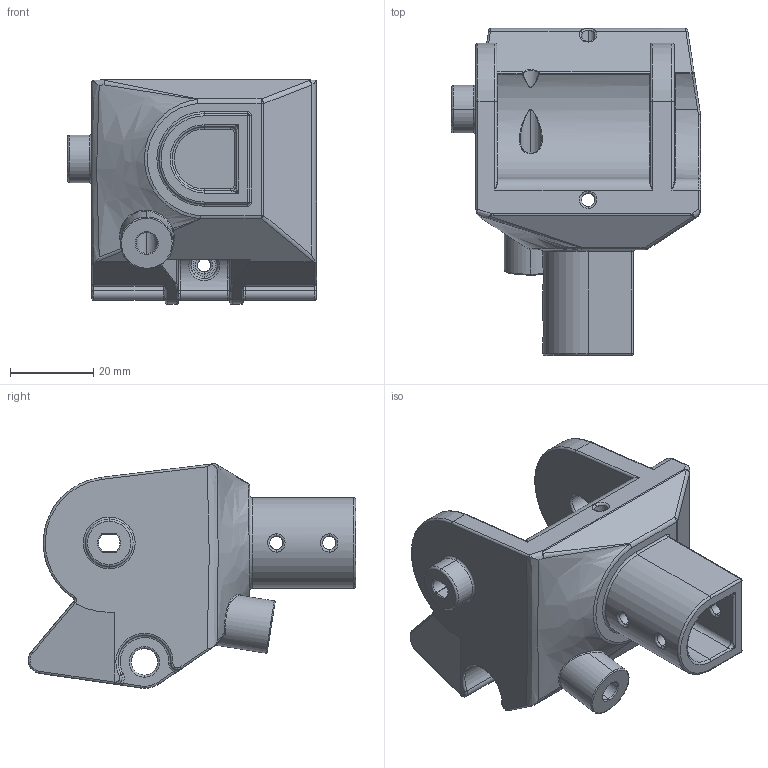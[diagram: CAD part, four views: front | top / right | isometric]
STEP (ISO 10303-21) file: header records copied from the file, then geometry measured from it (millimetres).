
FILE_DESCRIPTION (( 'STEP AP214' ), '1' );
FILE_NAME ('AARL_QR_FR_LE_PL_BL_004v4.STEP', '2023-07-26T19:03:20', ( '' ), ( '' ), 'SwSTEP 2.0', 'SolidWorks 2022', '' );
FILE_SCHEMA (( 'AUTOMOTIVE_DESIGN' ));
Length unit declared in the file: inch
Products named in the file (1): AARL_QR_FR_LE_PL_BL_004v4
Bounding box: 59.82 x 78.61 x 53.95 mm (x, y, z)
Volume: 73295.6 mm3; surface area: 21331.7 mm2
Topology: 1 solids, 1 shells, 383 faces, 941 edges, 543 vertices
Faces by surface type: cylinder 147, torus 116, bspline 68, plane 46, sphere 6
Entity records: 15573 total; most frequent: CARTESIAN_POINT 7056, ORIENTED_EDGE 1840, DIRECTION 1782, EDGE_CURVE 920, AXIS2_PLACEMENT_3D 765, VERTEX_POINT 543, CIRCLE 449, EDGE_LOOP 409
